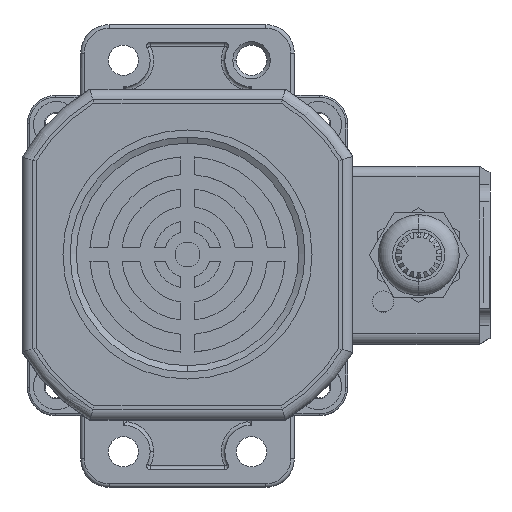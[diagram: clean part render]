
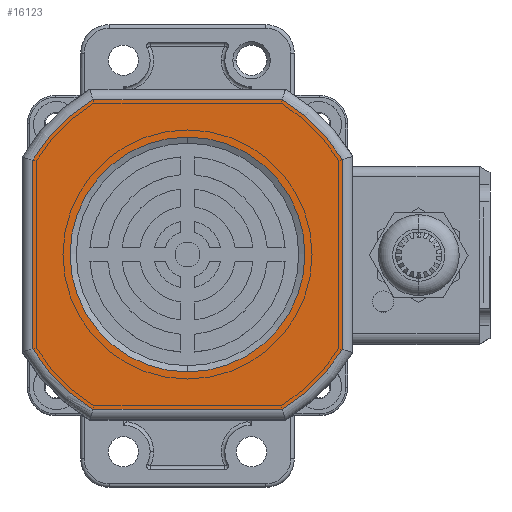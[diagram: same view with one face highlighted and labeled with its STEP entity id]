
A CAD part, top view. The second image highlights one B-rep face of the part: STEP entity #16123.
In plain terms, the highlighted face is planar.
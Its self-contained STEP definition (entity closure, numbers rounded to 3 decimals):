
#9 = CARTESIAN_POINT ( 'NONE',  ( 43.5, 0., -26.705 ) ) ;
#427 = ORIENTED_EDGE ( 'NONE', *, *, #10647, .T. ) ;
#480 = CARTESIAN_POINT ( 'NONE',  ( -43.5, 0., 0. ) ) ;
#1721 = DIRECTION ( 'NONE',  ( 0., 0., 1. ) ) ;
#2186 = CARTESIAN_POINT ( 'NONE',  ( -26.572, 0., -43.5 ) ) ;
#2379 = VECTOR ( 'NONE', #30531, 1000. ) ;
#2517 = CARTESIAN_POINT ( 'NONE',  ( -43.5, 0., 26.54 ) ) ;
#2532 = FACE_BOUND ( 'NONE', #14744, .T. ) ;
#3270 = CARTESIAN_POINT ( 'NONE',  ( 0.05, 0., -43.5 ) ) ;
#4386 = AXIS2_PLACEMENT_3D ( 'NONE', #29106, #13002, #31829 ) ;
#4686 = VERTEX_POINT ( 'NONE', #10469 ) ;
#4704 = LINE ( 'NONE', #3270, #11038 ) ;
#4892 = PLANE ( 'NONE',  #16085 ) ;
#5378 = VERTEX_POINT ( 'NONE', #14814 ) ;
#6171 = VECTOR ( 'NONE', #17652, 1000. ) ;
#6338 = CARTESIAN_POINT ( 'NONE',  ( 0.05, 0., 43.5 ) ) ;
#6511 = ORIENTED_EDGE ( 'NONE', *, *, #34531, .F. ) ;
#6944 = CIRCLE ( 'NONE', #21572, 33. ) ;
#6957 = ORIENTED_EDGE ( 'NONE', *, *, #23902, .F. ) ;
#7581 = DIRECTION ( 'NONE',  ( 0., 0., 1. ) ) ;
#7648 = VERTEX_POINT ( 'NONE', #22686 ) ;
#7657 = CIRCLE ( 'NONE', #11948, 51. ) ;
#8627 = CARTESIAN_POINT ( 'NONE',  ( 0., 0., 0. ) ) ;
#9113 = VERTEX_POINT ( 'NONE', #29101 ) ;
#9395 = AXIS2_PLACEMENT_3D ( 'NONE', #30190, #14066, #32889 ) ;
#9728 = CARTESIAN_POINT ( 'NONE',  ( 26.673, 0., -43.5 ) ) ;
#10186 = ORIENTED_EDGE ( 'NONE', *, *, #22634, .T. ) ;
#10469 = CARTESIAN_POINT ( 'NONE',  ( -26.572, 0., 43.5 ) ) ;
#10647 = EDGE_CURVE ( 'NONE', #30006, #34481, #4704, .T. ) ;
#11038 = VECTOR ( 'NONE', #19526, 1000. ) ;
#11201 = ORIENTED_EDGE ( 'NONE', *, *, #24318, .T. ) ;
#11376 = DIRECTION ( 'NONE',  ( 0., 0., -1. ) ) ;
#11560 = AXIS2_PLACEMENT_3D ( 'NONE', #15149, #33971, #17838 ) ;
#11948 = AXIS2_PLACEMENT_3D ( 'NONE', #33980, #17845, #1721 ) ;
#12025 = VERTEX_POINT ( 'NONE', #24061 ) ;
#13002 = DIRECTION ( 'NONE',  ( 0., -1., 0. ) ) ;
#13788 = VERTEX_POINT ( 'NONE', #2517 ) ;
#13804 = CARTESIAN_POINT ( 'NONE',  ( 0., 0., 33. ) ) ;
#14066 = DIRECTION ( 'NONE',  ( 0., -1., 0. ) ) ;
#14248 = LINE ( 'NONE', #33661, #6171 ) ;
#14744 = EDGE_LOOP ( 'NONE', ( #6511, #6957 ) ) ;
#14814 = CARTESIAN_POINT ( 'NONE',  ( -43.5, 0., -26.54 ) ) ;
#14993 = EDGE_CURVE ( 'NONE', #34481, #32609, #31277, .T. ) ;
#15149 = CARTESIAN_POINT ( 'NONE',  ( 0.05, 0., 0. ) ) ;
#15411 = CARTESIAN_POINT ( 'NONE',  ( 0., 0., 0. ) ) ;
#15436 = CIRCLE ( 'NONE', #4386, 51. ) ;
#16085 = AXIS2_PLACEMENT_3D ( 'NONE', #31779, #23737, #7581 ) ;
#16123 = ADVANCED_FACE ( 'NONE', ( #30377, #2532 ), #4892, .F. ) ;
#17652 = DIRECTION ( 'NONE',  ( 0., 0., 1. ) ) ;
#17838 = DIRECTION ( 'NONE',  ( 0., 0., 1. ) ) ;
#17845 = DIRECTION ( 'NONE',  ( 0., -1., 0. ) ) ;
#18092 = DIRECTION ( 'NONE',  ( 0., 0., -1. ) ) ;
#18258 = VECTOR ( 'NONE', #22024, 1000. ) ;
#19109 = LINE ( 'NONE', #480, #18258 ) ;
#19526 = DIRECTION ( 'NONE',  ( 1., 0., 0. ) ) ;
#20369 = CIRCLE ( 'NONE', #27490, 33. ) ;
#21572 = AXIS2_PLACEMENT_3D ( 'NONE', #8627, #27493, #11376 ) ;
#22024 = DIRECTION ( 'NONE',  ( 0., 0., -1. ) ) ;
#22634 = EDGE_CURVE ( 'NONE', #4686, #13788, #15436, .T. ) ;
#22686 = CARTESIAN_POINT ( 'NONE',  ( 43.5, 0., 26.705 ) ) ;
#23073 = EDGE_LOOP ( 'NONE', ( #32708, #27767, #427, #31478, #34194, #11201, #29981, #10186 ) ) ;
#23214 = EDGE_CURVE ( 'NONE', #9113, #4686, #24709, .T. ) ;
#23737 = DIRECTION ( 'NONE',  ( 0., 1., 0. ) ) ;
#23902 = EDGE_CURVE ( 'NONE', #29218, #12025, #6944, .T. ) ;
#24061 = CARTESIAN_POINT ( 'NONE',  ( 0., 0., -33. ) ) ;
#24318 = EDGE_CURVE ( 'NONE', #7648, #9113, #26345, .T. ) ;
#24709 = LINE ( 'NONE', #6338, #2379 ) ;
#25454 = EDGE_CURVE ( 'NONE', #13788, #5378, #19109, .T. ) ;
#26182 = EDGE_CURVE ( 'NONE', #5378, #30006, #7657, .T. ) ;
#26345 = CIRCLE ( 'NONE', #9395, 51. ) ;
#27490 = AXIS2_PLACEMENT_3D ( 'NONE', #15411, #34232, #18092 ) ;
#27493 = DIRECTION ( 'NONE',  ( 0., -1., 0. ) ) ;
#27767 = ORIENTED_EDGE ( 'NONE', *, *, #26182, .T. ) ;
#29101 = CARTESIAN_POINT ( 'NONE',  ( 26.673, 0., 43.5 ) ) ;
#29106 = CARTESIAN_POINT ( 'NONE',  ( 0.05, 0., 0. ) ) ;
#29218 = VERTEX_POINT ( 'NONE', #13804 ) ;
#29981 = ORIENTED_EDGE ( 'NONE', *, *, #23214, .T. ) ;
#30006 = VERTEX_POINT ( 'NONE', #2186 ) ;
#30190 = CARTESIAN_POINT ( 'NONE',  ( 0.05, 0., 0. ) ) ;
#30377 = FACE_OUTER_BOUND ( 'NONE', #23073, .T. ) ;
#30531 = DIRECTION ( 'NONE',  ( -1., 0., 0. ) ) ;
#30854 = EDGE_CURVE ( 'NONE', #32609, #7648, #14248, .T. ) ;
#31277 = CIRCLE ( 'NONE', #11560, 51. ) ;
#31478 = ORIENTED_EDGE ( 'NONE', *, *, #14993, .T. ) ;
#31779 = CARTESIAN_POINT ( 'NONE',  ( 0.05, 0., 0. ) ) ;
#31829 = DIRECTION ( 'NONE',  ( 0., 0., 1. ) ) ;
#32609 = VERTEX_POINT ( 'NONE', #9 ) ;
#32708 = ORIENTED_EDGE ( 'NONE', *, *, #25454, .T. ) ;
#32889 = DIRECTION ( 'NONE',  ( 0., 0., 1. ) ) ;
#33661 = CARTESIAN_POINT ( 'NONE',  ( 43.5, 0., 0. ) ) ;
#33971 = DIRECTION ( 'NONE',  ( 0., -1., 0. ) ) ;
#33980 = CARTESIAN_POINT ( 'NONE',  ( 0.05, 0., 0. ) ) ;
#34194 = ORIENTED_EDGE ( 'NONE', *, *, #30854, .T. ) ;
#34232 = DIRECTION ( 'NONE',  ( 0., -1., 0. ) ) ;
#34481 = VERTEX_POINT ( 'NONE', #9728 ) ;
#34531 = EDGE_CURVE ( 'NONE', #12025, #29218, #20369, .T. ) ;
